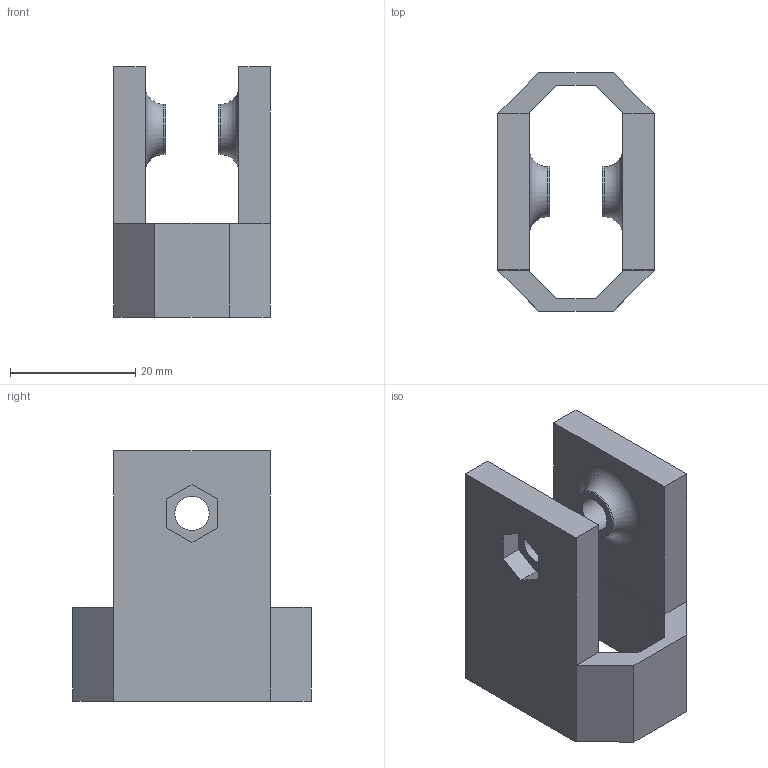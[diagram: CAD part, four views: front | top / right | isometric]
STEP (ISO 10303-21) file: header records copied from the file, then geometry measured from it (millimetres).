
FILE_DESCRIPTION(/* description */ (''),/* implementation_level */ '2;1');
FILE_NAME(/* name */ 'idler bracket.step',/* time_stamp */ '2021-04-06T13:34:36-05:00',/* author */ (''),/* organization */ (''),/* preprocessor_version */ 'ST-DEVELOPER v18.1',/* originating_system */ 'Autodesk Translation Framework v9.10.0.1330',/* authorisation */ '');
FILE_SCHEMA (('AUTOMOTIVE_DESIGN { 1 0 10303 214 3 1 1 }'));
Length unit declared in the file: millimetre
Products named in the file (1): idler bracket
Bounding box: 25 x 38.1 x 40 mm (x, y, z)
Volume: 10558.2 mm3; surface area: 7253.9 mm2
Topology: 1 solids, 1 shells, 52 faces, 132 edges, 84 vertices
Faces by surface type: plane 46, cylinder 4, torus 2
Full cylindrical faces by diameter (mm): 5.5 x2, 8 x2
Entity records: 1579 total; most frequent: CARTESIAN_POINT 269, ORIENTED_EDGE 264, DIRECTION 252, EDGE_CURVE 132, LINE 118, VECTOR 118, VERTEX_POINT 84, AXIS2_PLACEMENT_3D 67
